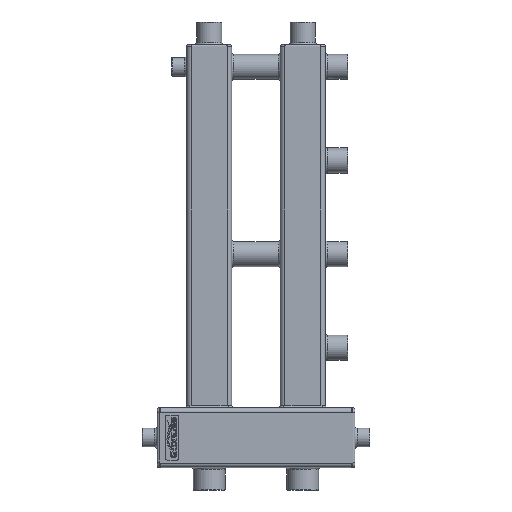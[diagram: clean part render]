
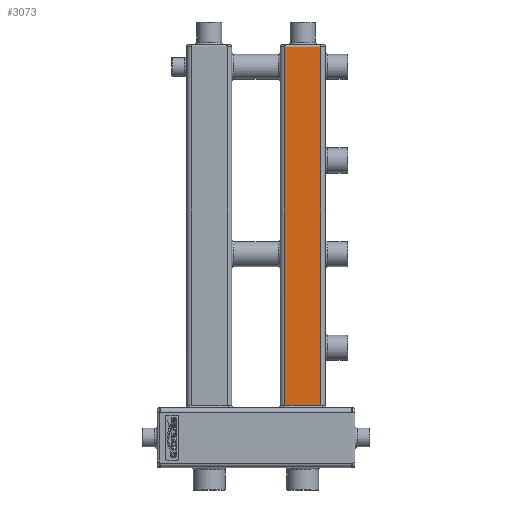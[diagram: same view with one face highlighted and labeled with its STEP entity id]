
A CAD part, left-side view. The second image highlights one B-rep face of the part: STEP entity #3073.
In plain terms, the highlighted planar face has unit normal (-1, 0, 0).
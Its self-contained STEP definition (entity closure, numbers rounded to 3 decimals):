
#3073=ADVANCED_FACE('',(#10172),#10174,.T.);
#10172=FACE_BOUND('',#10173,.T.);
#10173=EDGE_LOOP('',(#16525,#16526,#16527,#16528,#16529,#16530));
#10174=PLANE('',#10175);
#10175=AXIS2_PLACEMENT_3D('',#10176,#10177,#10178);
#10176=CARTESIAN_POINT('',(-30.,89.5,40.));
#10177=DIRECTION('',(-1.,0.,0.));
#10178=DIRECTION('',(0.,-1.,0.));
#16525=ORIENTED_EDGE('',*,*,#18944,.F.);
#16526=ORIENTED_EDGE('',*,*,#19063,.T.);
#16527=ORIENTED_EDGE('',*,*,#19064,.T.);
#16528=ORIENTED_EDGE('',*,*,#19065,.F.);
#16529=ORIENTED_EDGE('',*,*,#19066,.F.);
#16530=ORIENTED_EDGE('',*,*,#19067,.F.);
#18944=EDGE_CURVE('',#21279,#21281,#21282,.F.);
#19063=EDGE_CURVE('',#21279,#21481,#21482,.T.);
#19064=EDGE_CURVE('',#21481,#21483,#21484,.F.);
#19065=EDGE_CURVE('',#21485,#21483,#21486,.T.);
#19066=EDGE_CURVE('',#21487,#21485,#21488,.F.);
#19067=EDGE_CURVE('',#21281,#21487,#21489,.T.);
#21279=VERTEX_POINT('',#29880);
#21281=VERTEX_POINT('',#29884);
#21282=LINE('',#29885,#29886);
#21481=VERTEX_POINT('',#30538);
#21482=LINE('',#30539,#30540);
#21483=VERTEX_POINT('',#30542);
#21484=LINE('',#30543,#30544);
#21485=VERTEX_POINT('',#30546);
#21486=LINE('',#30547,#30548);
#21487=VERTEX_POINT('',#30550);
#21488=LINE('',#30551,#30552);
#21489=LINE('',#30554,#30555);
#29880=CARTESIAN_POINT('',(-30.,41.5,43.));
#29884=CARTESIAN_POINT('',(-30.,89.5,43.));
#29885=CARTESIAN_POINT('',(-30.,89.5,43.));
#29886=VECTOR('',#29887,1.);
#29887=DIRECTION('',(0.,-1.,0.));
#30538=CARTESIAN_POINT('',(-30.,41.5,522.039));
#30539=CARTESIAN_POINT('',(-30.,41.5,43.));
#30540=VECTOR('',#30541,1.);
#30541=DIRECTION('',(0.,0.,1.));
#30542=CARTESIAN_POINT('',(-30.,41.5,522.042));
#30543=CARTESIAN_POINT('',(-30.,41.5,522.042));
#30544=VECTOR('',#30545,1.);
#30545=DIRECTION('',(0.,0.,-1.));
#30546=CARTESIAN_POINT('',(-30.,89.5,522.042));
#30547=CARTESIAN_POINT('',(-30.,89.5,522.042));
#30548=VECTOR('',#30549,1.);
#30549=DIRECTION('',(0.,-1.,0.));
#30550=CARTESIAN_POINT('',(-30.,89.5,522.039));
#30551=CARTESIAN_POINT('',(-30.,89.5,522.042));
#30552=VECTOR('',#30553,1.);
#30553=DIRECTION('',(0.,0.,-1.));
#30554=CARTESIAN_POINT('',(-30.,89.5,43.));
#30555=VECTOR('',#30556,1.);
#30556=DIRECTION('',(0.,0.,1.));
